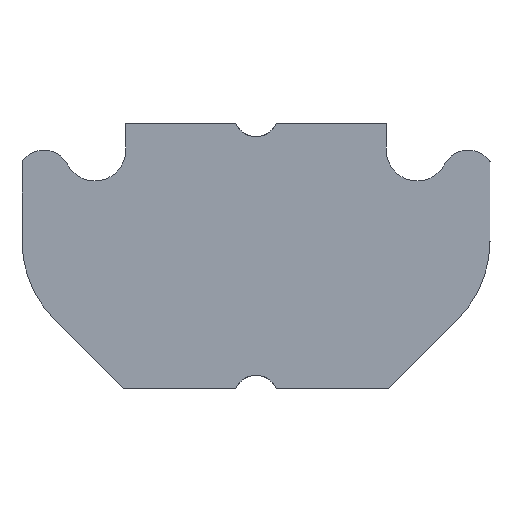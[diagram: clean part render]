
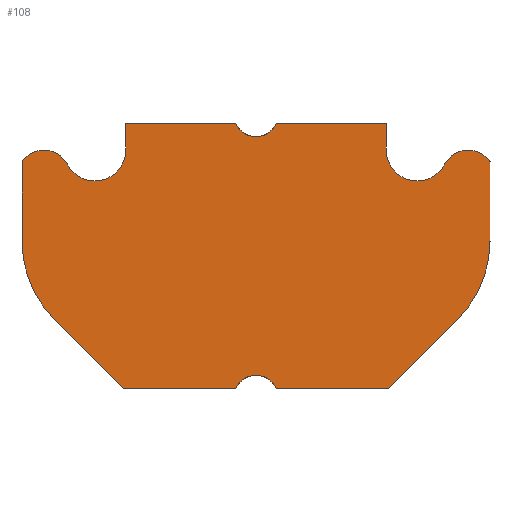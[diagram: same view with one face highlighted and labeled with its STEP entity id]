
A CAD part, left-side view. The second image highlights one B-rep face of the part: STEP entity #108.
In plain terms, the highlighted planar face has unit normal (-1, 0, 0).
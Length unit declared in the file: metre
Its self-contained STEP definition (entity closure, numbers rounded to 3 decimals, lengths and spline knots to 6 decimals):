
#108 = ADVANCED_FACE( '', ( #215 ), #216, .T. );
#215 = FACE_OUTER_BOUND( '', #315, .T. );
#216 = PLANE( '', #316 );
#315 = EDGE_LOOP( '', ( #592, #593, #594, #595, #596, #597, #598, #599, #600, #601, #602, #603, #604, #605, #606, #607, #608, #609, #610 ) );
#316 = AXIS2_PLACEMENT_3D( '', #611, #612, #613 );
#592 = ORIENTED_EDGE( '', *, *, #744, .T. );
#593 = ORIENTED_EDGE( '', *, *, #656, .T. );
#594 = ORIENTED_EDGE( '', *, *, #685, .T. );
#595 = ORIENTED_EDGE( '', *, *, #730, .T. );
#596 = ORIENTED_EDGE( '', *, *, #669, .F. );
#597 = ORIENTED_EDGE( '', *, *, #742, .T. );
#598 = ORIENTED_EDGE( '', *, *, #746, .T. );
#599 = ORIENTED_EDGE( '', *, *, #714, .T. );
#600 = ORIENTED_EDGE( '', *, *, #750, .T. );
#601 = ORIENTED_EDGE( '', *, *, #736, .T. );
#602 = ORIENTED_EDGE( '', *, *, #748, .T. );
#603 = ORIENTED_EDGE( '', *, *, #700, .F. );
#604 = ORIENTED_EDGE( '', *, *, #739, .T. );
#605 = ORIENTED_EDGE( '', *, *, #705, .T. );
#606 = ORIENTED_EDGE( '', *, *, #727, .F. );
#607 = ORIENTED_EDGE( '', *, *, #693, .T. );
#608 = ORIENTED_EDGE( '', *, *, #680, .T. );
#609 = ORIENTED_EDGE( '', *, *, #665, .F. );
#610 = ORIENTED_EDGE( '', *, *, #673, .F. );
#611 = CARTESIAN_POINT( '', ( 0., -0.0053, 0.003 ) );
#612 = DIRECTION( '', ( -1., 0., 0. ) );
#613 = DIRECTION( '', ( 0., -1., 0. ) );
#656 = EDGE_CURVE( '', #802, #800, #803, .T. );
#665 = EDGE_CURVE( '', #814, #809, #816, .T. );
#669 = EDGE_CURVE( '', #820, #818, #822, .T. );
#673 = EDGE_CURVE( '', #826, #814, #828, .T. );
#680 = EDGE_CURVE( '', #838, #809, #839, .T. );
#685 = EDGE_CURVE( '', #800, #844, #846, .T. );
#693 = EDGE_CURVE( '', #857, #838, #858, .T. );
#700 = EDGE_CURVE( '', #867, #863, #869, .T. );
#705 = EDGE_CURVE( '', #877, #875, #878, .T. );
#714 = EDGE_CURVE( '', #892, #890, #893, .T. );
#727 = EDGE_CURVE( '', #857, #875, #909, .T. );
#730 = EDGE_CURVE( '', #844, #818, #912, .T. );
#736 = EDGE_CURVE( '', #919, #917, #920, .T. );
#739 = EDGE_CURVE( '', #867, #877, #923, .T. );
#742 = EDGE_CURVE( '', #820, #925, #927, .T. );
#744 = EDGE_CURVE( '', #826, #802, #929, .T. );
#746 = EDGE_CURVE( '', #925, #892, #931, .T. );
#748 = EDGE_CURVE( '', #917, #863, #933, .T. );
#750 = EDGE_CURVE( '', #890, #919, #935, .T. );
#800 = VERTEX_POINT( '', #1068 );
#802 = VERTEX_POINT( '', #1071 );
#803 = CIRCLE( '', #1072, 0.0025 );
#809 = VERTEX_POINT( '', #1081 );
#814 = VERTEX_POINT( '', #1087 );
#816 = CIRCLE( '', #1090, 0.0007 );
#818 = VERTEX_POINT( '', #1092 );
#820 = VERTEX_POINT( '', #1095 );
#822 = CIRCLE( '', #1098, 0.0005 );
#826 = VERTEX_POINT( '', #1102 );
#828 = CIRCLE( '', #1105, 0.0006 );
#838 = VERTEX_POINT( '', #1127 );
#839 = LINE( '', #1128, #1129 );
#844 = VERTEX_POINT( '', #1136 );
#846 = LINE( '', #1139, #1140 );
#857 = VERTEX_POINT( '', #1155 );
#858 = LINE( '', #1156, #1157 );
#863 = VERTEX_POINT( '', #1164 );
#867 = VERTEX_POINT( '', #1169 );
#869 = CIRCLE( '', #1172, 0.0007 );
#875 = VERTEX_POINT( '', #1179 );
#877 = VERTEX_POINT( '', #1182 );
#878 = LINE( '', #1183, #1184 );
#890 = VERTEX_POINT( '', #1208 );
#892 = VERTEX_POINT( '', #1211 );
#893 = CIRCLE( '', #1212, 0.0025 );
#909 = CIRCLE( '', #1236, 0.0005 );
#912 = LINE( '', #1239, #1240 );
#917 = VERTEX_POINT( '', #1254 );
#919 = VERTEX_POINT( '', #1257 );
#920 = LINE( '', #1258, #1259 );
#923 = LINE( '', #1263, #1264 );
#925 = VERTEX_POINT( '', #1266 );
#927 = LINE( '', #1269, #1270 );
#929 = LINE( '', #1272, #1273 );
#931 = LINE( '', #1275, #1276 );
#933 = CIRCLE( '', #1278, 0.0006 );
#935 = LINE( '', #1280, #1281 );
#1068 = CARTESIAN_POINT( '', ( 0., 0.004568, -0.001432 ) );
#1071 = CARTESIAN_POINT( '', ( 0., 0.0053, 0.000336 ) );
#1072 = AXIS2_PLACEMENT_3D( '', #1317, #1318, #1319 );
#1081 = CARTESIAN_POINT( '', ( 0., 0.00295, 0.0024 ) );
#1087 = CARTESIAN_POINT( '', ( 0., 0.004289, 0.002115 ) );
#1090 = AXIS2_PLACEMENT_3D( '', #1328, #1329, #1330 );
#1092 = CARTESIAN_POINT( '', ( 0., 0.000458, -0.003 ) );
#1095 = CARTESIAN_POINT( '', ( 0., -0.000458, -0.003 ) );
#1098 = AXIS2_PLACEMENT_3D( '', #1333, #1334, #1335 );
#1102 = CARTESIAN_POINT( '', ( 0., 0.0053, 0.002132 ) );
#1105 = AXIS2_PLACEMENT_3D( '', #1340, #1341, #1342 );
#1127 = CARTESIAN_POINT( '', ( 0., 0.00295, 0.003 ) );
#1128 = CARTESIAN_POINT( '', ( 0., 0.00295, 0.0024 ) );
#1129 = VECTOR( '', #1346, 1. );
#1136 = CARTESIAN_POINT( '', ( 0., 0.003, -0.003 ) );
#1139 = CARTESIAN_POINT( '', ( 0., 0.00185, -0.00415 ) );
#1140 = VECTOR( '', #1350, 1. );
#1155 = CARTESIAN_POINT( '', ( 0., 0.000458, 0.003 ) );
#1156 = CARTESIAN_POINT( '', ( 0., -0.0053, 0.003 ) );
#1157 = VECTOR( '', #1358, 1. );
#1164 = CARTESIAN_POINT( '', ( 0., -0.004289, 0.002115 ) );
#1169 = CARTESIAN_POINT( '', ( 0., -0.00295, 0.0024 ) );
#1172 = AXIS2_PLACEMENT_3D( '', #1366, #1367, #1368 );
#1179 = CARTESIAN_POINT( '', ( 0., -0.000458, 0.003 ) );
#1182 = CARTESIAN_POINT( '', ( 0., -0.00295, 0.003 ) );
#1183 = CARTESIAN_POINT( '', ( 0., -0.0053, 0.003 ) );
#1184 = VECTOR( '', #1374, 1. );
#1208 = CARTESIAN_POINT( '', ( 0., -0.0053, 0.000336 ) );
#1211 = CARTESIAN_POINT( '', ( 0., -0.004568, -0.001432 ) );
#1212 = AXIS2_PLACEMENT_3D( '', #1382, #1383, #1384 );
#1236 = AXIS2_PLACEMENT_3D( '', #1399, #1400, #1401 );
#1239 = CARTESIAN_POINT( '', ( 0., 0.0053, -0.003 ) );
#1240 = VECTOR( '', #1405, 1. );
#1254 = CARTESIAN_POINT( '', ( 0., -0.0053, 0.002132 ) );
#1257 = CARTESIAN_POINT( '', ( 0., -0.0053, 0.002132 ) );
#1258 = CARTESIAN_POINT( '', ( 0., -0.0053, 0.002132 ) );
#1259 = VECTOR( '', #1410, 1. );
#1263 = CARTESIAN_POINT( '', ( 0., -0.00295, 0.004001 ) );
#1264 = VECTOR( '', #1412, 1. );
#1266 = CARTESIAN_POINT( '', ( 0., -0.003, -0.003 ) );
#1269 = CARTESIAN_POINT( '', ( 0., 0.0053, -0.003 ) );
#1270 = VECTOR( '', #1414, 1. );
#1272 = CARTESIAN_POINT( '', ( 0., 0.0053, 0.003 ) );
#1273 = VECTOR( '', #1415, 1. );
#1275 = CARTESIAN_POINT( '', ( 0., -0.003, -0.003 ) );
#1276 = VECTOR( '', #1416, 1. );
#1278 = AXIS2_PLACEMENT_3D( '', #1417, #1418, #1419 );
#1280 = CARTESIAN_POINT( '', ( 0., -0.0053, -0.003 ) );
#1281 = VECTOR( '', #1420, 1. );
#1317 = CARTESIAN_POINT( '', ( 0., 0.0028, 0.000336 ) );
#1318 = DIRECTION( '', ( -1., 0., 0. ) );
#1319 = DIRECTION( '', ( 0., -1., 0. ) );
#1328 = CARTESIAN_POINT( '', ( 0., 0.00365, 0.0024 ) );
#1329 = DIRECTION( '', ( -1., 0., 0. ) );
#1330 = DIRECTION( '', ( 0., -1., 0. ) );
#1333 = CARTESIAN_POINT( '', ( 0., 0., -0.0032 ) );
#1334 = DIRECTION( '', ( -1., 0., 0. ) );
#1335 = DIRECTION( '', ( 0., -1., 0. ) );
#1340 = CARTESIAN_POINT( '', ( 0., 0.0048, 0.0018 ) );
#1341 = DIRECTION( '', ( 1., 0., 0. ) );
#1342 = DIRECTION( '', ( 0., -1., 0. ) );
#1346 = DIRECTION( '', ( 0., 0., -1. ) );
#1350 = DIRECTION( '', ( 0., -0.707, -0.707 ) );
#1358 = DIRECTION( '', ( 0., 1., 0. ) );
#1366 = CARTESIAN_POINT( '', ( 0., -0.00365, 0.0024 ) );
#1367 = DIRECTION( '', ( -1., 0., 0. ) );
#1368 = DIRECTION( '', ( 0., -1., 0. ) );
#1374 = DIRECTION( '', ( 0., 1., 0. ) );
#1382 = CARTESIAN_POINT( '', ( 0., -0.0028, 0.000336 ) );
#1383 = DIRECTION( '', ( -1., 0., 0. ) );
#1384 = DIRECTION( '', ( 0., -1., 0. ) );
#1399 = CARTESIAN_POINT( '', ( 0., 0., 0.0032 ) );
#1400 = DIRECTION( '', ( -1., 0., 0. ) );
#1401 = DIRECTION( '', ( 0., -1., 0. ) );
#1405 = DIRECTION( '', ( 0., -1., 0. ) );
#1410 = DIRECTION( '', ( 0., 0.569, -0.822 ) );
#1412 = DIRECTION( '', ( 0., 0., 1. ) );
#1414 = DIRECTION( '', ( 0., -1., 0. ) );
#1415 = DIRECTION( '', ( 0., 0., -1. ) );
#1416 = DIRECTION( '', ( 0., -0.707, 0.707 ) );
#1417 = CARTESIAN_POINT( '', ( 0., -0.0048, 0.0018 ) );
#1418 = DIRECTION( '', ( -1., 0., 0. ) );
#1419 = DIRECTION( '', ( 0., -1., 0. ) );
#1420 = DIRECTION( '', ( 0., 0., 1. ) );
